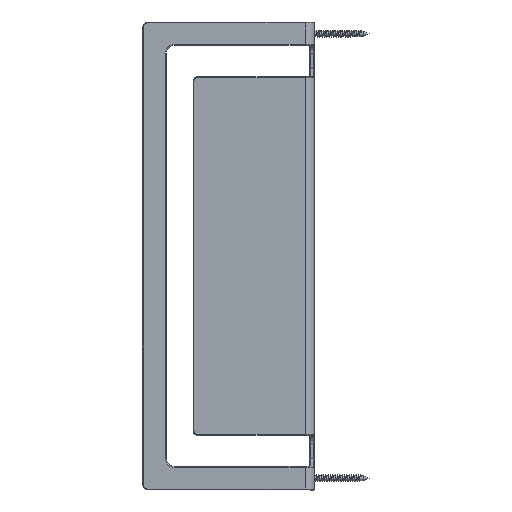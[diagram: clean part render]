
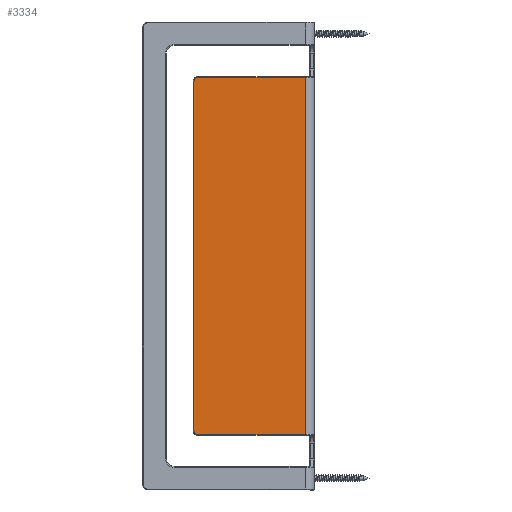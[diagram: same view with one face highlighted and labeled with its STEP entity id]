
A CAD part, top view. The second image highlights one B-rep face of the part: STEP entity #3334.
In plain terms, the highlighted planar face has unit normal (0, 0, 1).
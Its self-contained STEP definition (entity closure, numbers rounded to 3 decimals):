
#203=PLANE('',#3619);
#310=CIRCLE('',#3601,2.5);
#321=CIRCLE('',#3620,2.5);
#597=ORIENTED_EDGE('',*,*,#1605,.T.);
#598=ORIENTED_EDGE('',*,*,#1609,.T.);
#599=ORIENTED_EDGE('',*,*,#1627,.T.);
#600=ORIENTED_EDGE('',*,*,#1628,.T.);
#601=ORIENTED_EDGE('',*,*,#1629,.T.);
#602=ORIENTED_EDGE('',*,*,#1630,.F.);
#1605=EDGE_CURVE('',#2129,#2128,#2424,.T.);
#1609=EDGE_CURVE('',#2128,#2131,#310,.T.);
#1627=EDGE_CURVE('',#2131,#2142,#2432,.T.);
#1628=EDGE_CURVE('',#2142,#2143,#321,.T.);
#1629=EDGE_CURVE('',#2143,#2144,#2433,.T.);
#1630=EDGE_CURVE('',#2129,#2144,#2434,.T.);
#2128=VERTEX_POINT('',#5067);
#2129=VERTEX_POINT('',#5069);
#2131=VERTEX_POINT('',#5075);
#2142=VERTEX_POINT('',#5111);
#2143=VERTEX_POINT('',#5115);
#2144=VERTEX_POINT('',#5117);
#2424=LINE('',#5068,#2581);
#2432=LINE('',#5112,#2589);
#2433=LINE('',#5116,#2590);
#2434=LINE('',#5118,#2591);
#2581=VECTOR('',#4052,1000.);
#2589=VECTOR('',#4104,1000.);
#2590=VECTOR('',#4109,1000.);
#2591=VECTOR('',#4110,1000.);
#2757=EDGE_LOOP('',(#597,#598,#599,#600,#601,#602));
#3006=FACE_BOUND('',#2757,.T.);
#3334=ADVANCED_FACE('',(#3006),#203,.T.);
#3601=AXIS2_PLACEMENT_3D('',#5076,#4061,#4062);
#3619=AXIS2_PLACEMENT_3D('',#5113,#4105,#4106);
#3620=AXIS2_PLACEMENT_3D('',#5114,#4107,#4108);
#4052=DIRECTION('',(0.,-1.,0.));
#4061=DIRECTION('',(0.,0.,1.));
#4062=DIRECTION('',(1.,0.,0.));
#4104=DIRECTION('',(1.,0.,0.));
#4105=DIRECTION('',(0.,0.,1.));
#4106=DIRECTION('',(1.,0.,0.));
#4107=DIRECTION('',(0.,0.,1.));
#4108=DIRECTION('',(1.,0.,0.));
#4109=DIRECTION('',(0.,1.,0.));
#4110=DIRECTION('',(1.,0.,0.));
#5067=CARTESIAN_POINT('',(-114.5,-138.788,-38.788));
#5068=CARTESIAN_POINT('',(-114.5,-70.,-38.788));
#5069=CARTESIAN_POINT('',(-114.5,-70.,-38.788));
#5075=CARTESIAN_POINT('',(-112.,-141.288,-38.788));
#5076=CARTESIAN_POINT('',(-112.,-138.788,-38.788));
#5111=CARTESIAN_POINT('',(112.,-141.288,-38.788));
#5112=CARTESIAN_POINT('',(-112.,-141.288,-38.788));
#5113=CARTESIAN_POINT('',(0.,-41.788,-38.788));
#5114=CARTESIAN_POINT('',(112.,-138.788,-38.788));
#5115=CARTESIAN_POINT('',(114.5,-138.788,-38.788));
#5116=CARTESIAN_POINT('',(114.5,-41.788,-38.788));
#5117=CARTESIAN_POINT('',(114.5,-70.,-38.788));
#5118=CARTESIAN_POINT('',(-114.5,-70.,-38.788));
